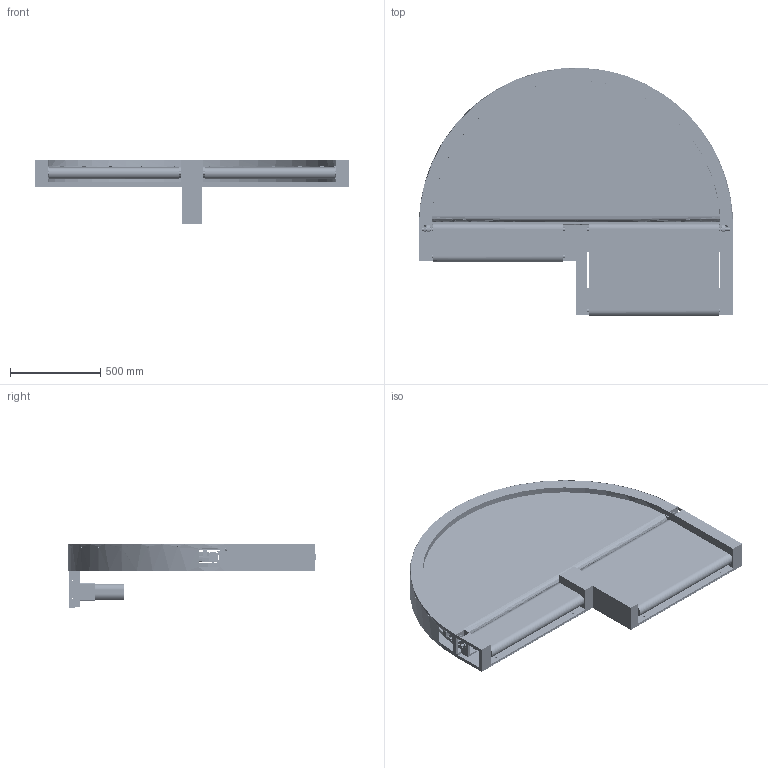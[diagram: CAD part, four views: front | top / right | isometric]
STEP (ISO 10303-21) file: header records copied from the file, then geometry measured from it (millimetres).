
FILE_DESCRIPTION(('FreeCAD Model'),'2;1');
FILE_NAME('Open CASCADE Shape Model','2025-05-04T13:09:11',('FreeCAD'),( 'FreeCAD'),'Open CASCADE STEP processor 7.6','FreeCAD','Unknown');
FILE_SCHEMA(('AUTOMOTIVE_DESIGN { 1 0 10303 214 1 1 1 1 }'));
Products named in the file (1): Open CASCADE STEP translator 7.6 1
Bounding box: 1740 x 1376.93 x 351 mm (x, y, z)
Volume: 31929409.1 mm3; surface area: 15126799.7 mm2
Topology: 316 solids, 316 shells, 3192 faces, 8464 edges, 5729 vertices
Faces by surface type: bspline 3192
Entity records: 123145 total; most frequent: CARTESIAN_POINT 76890, ORIENTED_EDGE 15928, EDGE_CURVE 7964, VERTEX_POINT 5569, B_SPLINE_CURVE_WITH_KNOTS 3902, FACE_BOUND 3873, EDGE_LOOP 3713, ADVANCED_FACE 3192
